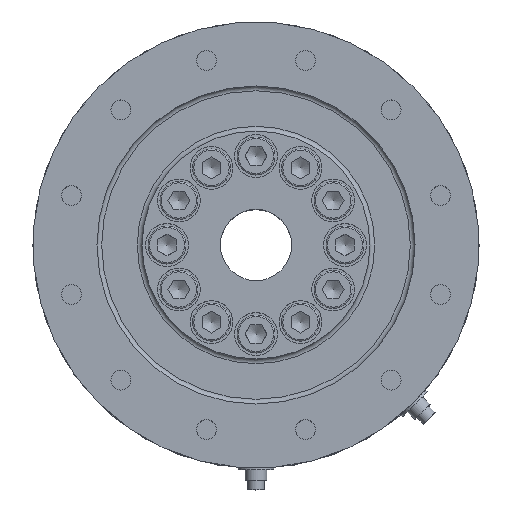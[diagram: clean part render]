
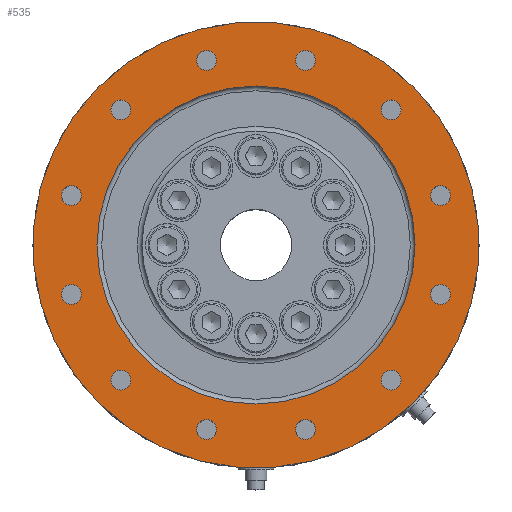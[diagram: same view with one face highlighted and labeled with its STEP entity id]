
A CAD part, top view. The second image highlights one B-rep face of the part: STEP entity #535.
In plain terms, the highlighted planar face has unit normal (0, 0, 1).
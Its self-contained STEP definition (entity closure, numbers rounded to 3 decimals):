
#535 = ADVANCED_FACE( '', ( #1066, #1067, #1068, #1069, #1070, #1071, #1072, #1073, #1074, #1075, #1076, #1077, #1078, #1079 ), #1080, .F. );
#1066 = FACE_BOUND( '', #1621, .T. );
#1067 = FACE_BOUND( '', #1622, .T. );
#1068 = FACE_BOUND( '', #1623, .T. );
#1069 = FACE_BOUND( '', #1624, .T. );
#1070 = FACE_BOUND( '', #1625, .T. );
#1071 = FACE_BOUND( '', #1626, .T. );
#1072 = FACE_BOUND( '', #1627, .T. );
#1073 = FACE_BOUND( '', #1628, .T. );
#1074 = FACE_BOUND( '', #1629, .T. );
#1075 = FACE_BOUND( '', #1630, .T. );
#1076 = FACE_BOUND( '', #1631, .T. );
#1077 = FACE_BOUND( '', #1632, .T. );
#1078 = FACE_BOUND( '', #1633, .T. );
#1079 = FACE_OUTER_BOUND( '', #1634, .T. );
#1080 = PLANE( '', #1635 );
#1621 = EDGE_LOOP( '', ( #2434 ) );
#1622 = EDGE_LOOP( '', ( #2435 ) );
#1623 = EDGE_LOOP( '', ( #2436 ) );
#1624 = EDGE_LOOP( '', ( #2437 ) );
#1625 = EDGE_LOOP( '', ( #2438 ) );
#1626 = EDGE_LOOP( '', ( #2439 ) );
#1627 = EDGE_LOOP( '', ( #2440 ) );
#1628 = EDGE_LOOP( '', ( #2441 ) );
#1629 = EDGE_LOOP( '', ( #2442 ) );
#1630 = EDGE_LOOP( '', ( #2443 ) );
#1631 = EDGE_LOOP( '', ( #2444 ) );
#1632 = EDGE_LOOP( '', ( #2445 ) );
#1633 = EDGE_LOOP( '', ( #2446 ) );
#1634 = EDGE_LOOP( '', ( #2447, #2448 ) );
#1635 = AXIS2_PLACEMENT_3D( '', #2449, #2450, #2451 );
#2434 = ORIENTED_EDGE( '', *, *, #2743, .F. );
#2435 = ORIENTED_EDGE( '', *, *, #2852, .F. );
#2436 = ORIENTED_EDGE( '', *, *, #2811, .F. );
#2437 = ORIENTED_EDGE( '', *, *, #2897, .F. );
#2438 = ORIENTED_EDGE( '', *, *, #2929, .F. );
#2439 = ORIENTED_EDGE( '', *, *, #2772, .F. );
#2440 = ORIENTED_EDGE( '', *, *, #2930, .F. );
#2441 = ORIENTED_EDGE( '', *, *, #2719, .F. );
#2442 = ORIENTED_EDGE( '', *, *, #2931, .F. );
#2443 = ORIENTED_EDGE( '', *, *, #2919, .F. );
#2444 = ORIENTED_EDGE( '', *, *, #2924, .F. );
#2445 = ORIENTED_EDGE( '', *, *, #2932, .F. );
#2446 = ORIENTED_EDGE( '', *, *, #2903, .F. );
#2447 = ORIENTED_EDGE( '', *, *, #2880, .T. );
#2448 = ORIENTED_EDGE( '', *, *, #2873, .T. );
#2449 = CARTESIAN_POINT( '', ( 94., 0., 29. ) );
#2450 = DIRECTION( '', ( 0., 0., -1. ) );
#2451 = DIRECTION( '', ( -1., 0., 0. ) );
#2719 = EDGE_CURVE( '', #3067, #3067, #3068, .T. );
#2743 = EDGE_CURVE( '', #3106, #3106, #3107, .T. );
#2772 = EDGE_CURVE( '', #3153, #3153, #3154, .T. );
#2811 = EDGE_CURVE( '', #3218, #3218, #3219, .T. );
#2852 = EDGE_CURVE( '', #3276, #3276, #3277, .T. );
#2873 = EDGE_CURVE( '', #3303, #3307, #3309, .T. );
#2880 = EDGE_CURVE( '', #3307, #3303, #3317, .T. );
#2897 = EDGE_CURVE( '', #3345, #3345, #3346, .T. );
#2903 = EDGE_CURVE( '', #3352, #3352, #3353, .T. );
#2919 = EDGE_CURVE( '', #3376, #3376, #3377, .T. );
#2924 = EDGE_CURVE( '', #3382, #3382, #3383, .T. );
#2929 = EDGE_CURVE( '', #3390, #3390, #3391, .T. );
#2930 = EDGE_CURVE( '', #3392, #3392, #3393, .T. );
#2931 = EDGE_CURVE( '', #3394, #3394, #3395, .T. );
#2932 = EDGE_CURVE( '', #3396, #3396, #3397, .T. );
#3067 = VERTEX_POINT( '', #3544 );
#3068 = CIRCLE( '', #3545, 4.188 );
#3106 = VERTEX_POINT( '', #3637 );
#3107 = CIRCLE( '', #3638, 67. );
#3153 = VERTEX_POINT( '', #3692 );
#3154 = CIRCLE( '', #3693, 4.188 );
#3218 = VERTEX_POINT( '', #3761 );
#3219 = CIRCLE( '', #3762, 4.188 );
#3276 = VERTEX_POINT( '', #3824 );
#3277 = CIRCLE( '', #3825, 4.188 );
#3303 = VERTEX_POINT( '', #3853 );
#3307 = VERTEX_POINT( '', #3858 );
#3309 = CIRCLE( '', #3861, 94. );
#3317 = LINE( '', #3871, #3872 );
#3345 = VERTEX_POINT( '', #3900 );
#3346 = CIRCLE( '', #3901, 4.188 );
#3352 = VERTEX_POINT( '', #3907 );
#3353 = CIRCLE( '', #3908, 4.188 );
#3376 = VERTEX_POINT( '', #3931 );
#3377 = CIRCLE( '', #3932, 4.188 );
#3382 = VERTEX_POINT( '', #3937 );
#3383 = CIRCLE( '', #3938, 4.188 );
#3390 = VERTEX_POINT( '', #3945 );
#3391 = CIRCLE( '', #3946, 4.188 );
#3392 = VERTEX_POINT( '', #3947 );
#3393 = CIRCLE( '', #3948, 4.188 );
#3394 = VERTEX_POINT( '', #3949 );
#3395 = CIRCLE( '', #3950, 4.188 );
#3396 = VERTEX_POINT( '', #3951 );
#3397 = CIRCLE( '', #3952, 4.188 );
#3544 = CARTESIAN_POINT( '', ( 77.757, -25.023, 29. ) );
#3545 = AXIS2_PLACEMENT_3D( '', #4112, #4113, #4114 );
#3637 = CARTESIAN_POINT( '', ( 67., 0., 29. ) );
#3638 = AXIS2_PLACEMENT_3D( '', #4141, #4142, #4143 );
#3692 = CARTESIAN_POINT( '', ( 60.549, 54.828, 29. ) );
#3693 = AXIS2_PLACEMENT_3D( '', #4185, #4186, #4187 );
#3761 = CARTESIAN_POINT( '', ( -54.828, 60.549, 29. ) );
#3762 = AXIS2_PLACEMENT_3D( '', #4264, #4265, #4266 );
#3824 = CARTESIAN_POINT( '', ( -77.757, 25.023, 29. ) );
#3825 = AXIS2_PLACEMENT_3D( '', #4323, #4324, #4325 );
#3853 = CARTESIAN_POINT( '', ( 7.5, -93.7, 29. ) );
#3858 = CARTESIAN_POINT( '', ( -7.5, -93.7, 29. ) );
#3861 = AXIS2_PLACEMENT_3D( '', #4351, #4352, #4353 );
#3871 = CARTESIAN_POINT( '', ( -7.5, -93.7, 29. ) );
#3872 = VECTOR( '', #4359, 1000. );
#3900 = CARTESIAN_POINT( '', ( -17.208, 79.851, 29. ) );
#3901 = AXIS2_PLACEMENT_3D( '', #4393, #4394, #4395 );
#3907 = CARTESIAN_POINT( '', ( -79.851, -17.208, 29. ) );
#3908 = AXIS2_PLACEMENT_3D( '', #4399, #4400, #4401 );
#3931 = CARTESIAN_POINT( '', ( 17.208, -79.851, 29. ) );
#3932 = AXIS2_PLACEMENT_3D( '', #4423, #4424, #4425 );
#3937 = CARTESIAN_POINT( '', ( -25.023, -77.757, 29. ) );
#3938 = AXIS2_PLACEMENT_3D( '', #4426, #4427, #4428 );
#3945 = CARTESIAN_POINT( '', ( 25.023, 77.757, 29. ) );
#3946 = AXIS2_PLACEMENT_3D( '', #4435, #4436, #4437 );
#3947 = CARTESIAN_POINT( '', ( 79.851, 17.208, 29. ) );
#3948 = AXIS2_PLACEMENT_3D( '', #4438, #4439, #4440 );
#3949 = CARTESIAN_POINT( '', ( 54.828, -60.549, 29. ) );
#3950 = AXIS2_PLACEMENT_3D( '', #4441, #4442, #4443 );
#3951 = CARTESIAN_POINT( '', ( -60.549, -54.828, 29. ) );
#3952 = AXIS2_PLACEMENT_3D( '', #4444, #4445, #4446 );
#4112 = CARTESIAN_POINT( '', ( 77.757, -20.835, 29. ) );
#4113 = DIRECTION( '', ( 0., 0., 1. ) );
#4114 = DIRECTION( '', ( 0., -1., 0. ) );
#4141 = CARTESIAN_POINT( '', ( 0., 0., 29. ) );
#4142 = DIRECTION( '', ( 0., 0., 1. ) );
#4143 = DIRECTION( '', ( 1., 0., 0. ) );
#4185 = CARTESIAN_POINT( '', ( 56.922, 56.922, 29. ) );
#4186 = DIRECTION( '', ( 0., 0., 1. ) );
#4187 = DIRECTION( '', ( 0.866, -0.5, 0. ) );
#4264 = CARTESIAN_POINT( '', ( -56.922, 56.922, 29. ) );
#4265 = DIRECTION( '', ( 0., 0., 1. ) );
#4266 = DIRECTION( '', ( 0.5, 0.866, 0. ) );
#4323 = CARTESIAN_POINT( '', ( -77.757, 20.835, 29. ) );
#4324 = DIRECTION( '', ( 0., 0., 1. ) );
#4325 = DIRECTION( '', ( 0., 1., 0. ) );
#4351 = CARTESIAN_POINT( '', ( 0., 0., 29. ) );
#4352 = DIRECTION( '', ( 0., 0., 1. ) );
#4353 = DIRECTION( '', ( 1., 0., 0. ) );
#4359 = DIRECTION( '', ( 1., 0., 0. ) );
#4393 = CARTESIAN_POINT( '', ( -20.835, 77.757, 29. ) );
#4394 = DIRECTION( '', ( 0., 0., 1. ) );
#4395 = DIRECTION( '', ( 0.866, 0.5, 0. ) );
#4399 = CARTESIAN_POINT( '', ( -77.757, -20.835, 29. ) );
#4400 = DIRECTION( '', ( 0., 0., 1. ) );
#4401 = DIRECTION( '', ( -0.5, 0.866, 0. ) );
#4423 = CARTESIAN_POINT( '', ( 20.835, -77.757, 29. ) );
#4424 = DIRECTION( '', ( 0., 0., 1. ) );
#4425 = DIRECTION( '', ( -0.866, -0.5, 0. ) );
#4426 = CARTESIAN_POINT( '', ( -20.835, -77.757, 29. ) );
#4427 = DIRECTION( '', ( 0., 0., 1. ) );
#4428 = DIRECTION( '', ( -1., 0., 0. ) );
#4435 = CARTESIAN_POINT( '', ( 20.835, 77.757, 29. ) );
#4436 = DIRECTION( '', ( 0., 0., 1. ) );
#4437 = DIRECTION( '', ( 1., 0., 0. ) );
#4438 = CARTESIAN_POINT( '', ( 77.757, 20.835, 29. ) );
#4439 = DIRECTION( '', ( 0., 0., 1. ) );
#4440 = DIRECTION( '', ( 0.5, -0.866, 0. ) );
#4441 = CARTESIAN_POINT( '', ( 56.922, -56.922, 29. ) );
#4442 = DIRECTION( '', ( 0., 0., 1. ) );
#4443 = DIRECTION( '', ( -0.5, -0.866, 0. ) );
#4444 = CARTESIAN_POINT( '', ( -56.922, -56.922, 29. ) );
#4445 = DIRECTION( '', ( 0., 0., 1. ) );
#4446 = DIRECTION( '', ( -0.866, 0.5, 0. ) );
